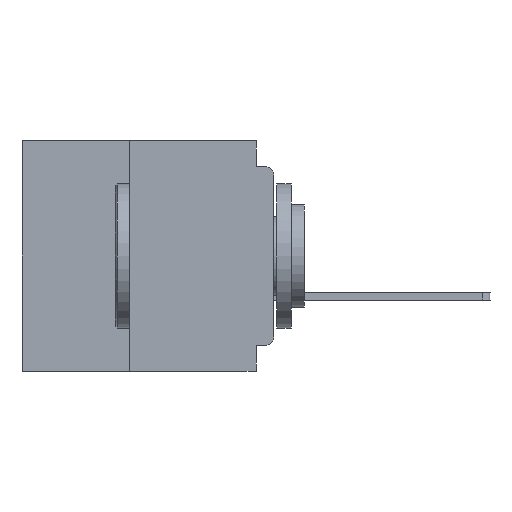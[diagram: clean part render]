
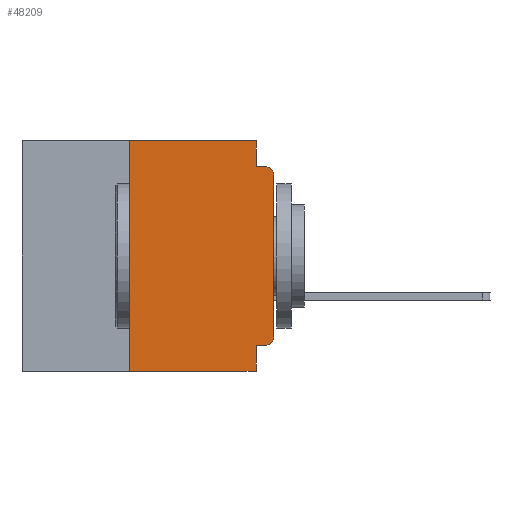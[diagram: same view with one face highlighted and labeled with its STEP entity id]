
A CAD part, left-side view. The second image highlights one B-rep face of the part: STEP entity #48209.
In plain terms, the highlighted planar face has unit normal (-1, 0, 0).
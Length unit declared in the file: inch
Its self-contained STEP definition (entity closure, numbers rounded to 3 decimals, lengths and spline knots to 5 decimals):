
#871 = LINE ( 'NONE', #43653, #57011 ) ;
#972 = CARTESIAN_POINT ( 'NONE',  ( 0., 0.031, -0.355 ) ) ;
#1324 = CARTESIAN_POINT ( 'NONE',  ( 0., 0.015, -0.34 ) ) ;
#2863 = DIRECTION ( 'NONE',  ( 0., 0., 1. ) ) ;
#3143 = CARTESIAN_POINT ( 'NONE',  ( 0., 0.031, -0.4 ) ) ;
#3401 = AXIS2_PLACEMENT_3D ( 'NONE', #1324, #33079, #5909 ) ;
#3419 = CARTESIAN_POINT ( 'NONE',  ( 0., 0.015, -0.06 ) ) ;
#3520 = CARTESIAN_POINT ( 'NONE',  ( 0., 0.25, 0. ) ) ;
#3854 = EDGE_CURVE ( 'NONE', #8970, #20869, #16344, .T. ) ;
#5636 = LINE ( 'NONE', #38492, #28359 ) ;
#5909 = DIRECTION ( 'NONE',  ( 0., 0., -1. ) ) ;
#6524 = VECTOR ( 'NONE', #33263, 39.37008 ) ;
#6690 = VERTEX_POINT ( 'NONE', #20260 ) ;
#7276 = CARTESIAN_POINT ( 'NONE',  ( 0., 0., -0.355 ) ) ;
#8023 = DIRECTION ( 'NONE',  ( 0., 0., -1. ) ) ;
#8473 = VERTEX_POINT ( 'NONE', #33154 ) ;
#8970 = VERTEX_POINT ( 'NONE', #23214 ) ;
#9586 = VERTEX_POINT ( 'NONE', #18967 ) ;
#9811 = EDGE_CURVE ( 'NONE', #17494, #9586, #44728, .T. ) ;
#10292 = VERTEX_POINT ( 'NONE', #972 ) ;
#10339 = ORIENTED_EDGE ( 'NONE', *, *, #10538, .F. ) ;
#10538 = EDGE_CURVE ( 'NONE', #6690, #26008, #871, .T. ) ;
#11030 = DIRECTION ( 'NONE',  ( 0., -1., 0. ) ) ;
#13818 = CARTESIAN_POINT ( 'NONE',  ( 0., 0., 0. ) ) ;
#14079 = DIRECTION ( 'NONE',  ( 0., 0., 1. ) ) ;
#14257 = EDGE_CURVE ( 'NONE', #42347, #17494, #22465, .T. ) ;
#16344 = LINE ( 'NONE', #13818, #49681 ) ;
#16635 = CARTESIAN_POINT ( 'NONE',  ( 0., 0.25, -0.4 ) ) ;
#17494 = VERTEX_POINT ( 'NONE', #3520 ) ;
#18967 = CARTESIAN_POINT ( 'NONE',  ( 0., 0.031, 0. ) ) ;
#19724 = ORIENTED_EDGE ( 'NONE', *, *, #21417, .F. ) ;
#19958 = CARTESIAN_POINT ( 'NONE',  ( 0., 0.437, 0. ) ) ;
#20040 = LINE ( 'NONE', #55922, #6524 ) ;
#20260 = CARTESIAN_POINT ( 'NONE',  ( 0., 0.031, -0.045 ) ) ;
#20522 = EDGE_CURVE ( 'NONE', #42347, #40463, #5636, .T. ) ;
#20869 = VERTEX_POINT ( 'NONE', #54741 ) ;
#21025 = EDGE_CURVE ( 'NONE', #10292, #40463, #24031, .T. ) ;
#21060 = DIRECTION ( 'NONE',  ( 0., -1., 0. ) ) ;
#21417 = EDGE_CURVE ( 'NONE', #8473, #10292, #46718, .T. ) ;
#22465 = LINE ( 'NONE', #16635, #45175 ) ;
#23214 = CARTESIAN_POINT ( 'NONE',  ( 0., 0., -0.34 ) ) ;
#24031 = LINE ( 'NONE', #54153, #36088 ) ;
#26008 = VERTEX_POINT ( 'NONE', #29080 ) ;
#27303 = FACE_OUTER_BOUND ( 'NONE', #41050, .T. ) ;
#28359 = VECTOR ( 'NONE', #43260, 39.37008 ) ;
#28780 = DIRECTION ( 'NONE',  ( 0., 0., -1. ) ) ;
#29080 = CARTESIAN_POINT ( 'NONE',  ( 0., 0.015, -0.045 ) ) ;
#30853 = ORIENTED_EDGE ( 'NONE', *, *, #14257, .F. ) ;
#32635 = VECTOR ( 'NONE', #11030, 39.37008 ) ;
#32891 = EDGE_CURVE ( 'NONE', #20869, #26008, #54467, .T. ) ;
#33079 = DIRECTION ( 'NONE',  ( -1., 0., 0. ) ) ;
#33154 = CARTESIAN_POINT ( 'NONE',  ( 0., 0.015, -0.355 ) ) ;
#33263 = DIRECTION ( 'NONE',  ( 0., 0., -1. ) ) ;
#34595 = VECTOR ( 'NONE', #57254, 39.37008 ) ;
#35165 = DIRECTION ( 'NONE',  ( -1., 0., 0. ) ) ;
#36088 = VECTOR ( 'NONE', #40437, 39.37008 ) ;
#38492 = CARTESIAN_POINT ( 'NONE',  ( 0., 0.437, -0.4 ) ) ;
#40437 = DIRECTION ( 'NONE',  ( 0., 0., -1. ) ) ;
#40463 = VERTEX_POINT ( 'NONE', #3143 ) ;
#41050 = EDGE_LOOP ( 'NONE', ( #49267, #56963, #10339, #58568, #47087, #30853, #56273, #47709, #19724, #47813 ) ) ;
#42184 = EDGE_CURVE ( 'NONE', #9586, #6690, #20040, .T. ) ;
#42240 = PLANE ( 'NONE',  #57474 ) ;
#42347 = VERTEX_POINT ( 'NONE', #48001 ) ;
#43260 = DIRECTION ( 'NONE',  ( 0., -1., 0. ) ) ;
#43653 = CARTESIAN_POINT ( 'NONE',  ( 0., 0., -0.045 ) ) ;
#44728 = LINE ( 'NONE', #19958, #32635 ) ;
#45175 = VECTOR ( 'NONE', #2863, 39.37008 ) ;
#46026 = CIRCLE ( 'NONE', #3401, 0.015 ) ;
#46113 = EDGE_CURVE ( 'NONE', #8473, #8970, #46026, .T. ) ;
#46656 = CARTESIAN_POINT ( 'NONE',  ( 0., 0.437, 0. ) ) ;
#46718 = LINE ( 'NONE', #7276, #34595 ) ;
#47087 = ORIENTED_EDGE ( 'NONE', *, *, #9811, .F. ) ;
#47709 = ORIENTED_EDGE ( 'NONE', *, *, #21025, .F. ) ;
#47813 = ORIENTED_EDGE ( 'NONE', *, *, #46113, .T. ) ;
#48001 = CARTESIAN_POINT ( 'NONE',  ( 0., 0.25, -0.4 ) ) ;
#48209 = ADVANCED_FACE ( 'NONE', ( #27303 ), #42240, .F. ) ;
#49267 = ORIENTED_EDGE ( 'NONE', *, *, #3854, .T. ) ;
#49681 = VECTOR ( 'NONE', #14079, 39.37008 ) ;
#51954 = AXIS2_PLACEMENT_3D ( 'NONE', #3419, #35165, #8023 ) ;
#54153 = CARTESIAN_POINT ( 'NONE',  ( 0., 0.031, -0.4 ) ) ;
#54467 = CIRCLE ( 'NONE', #51954, 0.015 ) ;
#54741 = CARTESIAN_POINT ( 'NONE',  ( 0., 0., -0.06 ) ) ;
#55922 = CARTESIAN_POINT ( 'NONE',  ( 0., 0.031, 0. ) ) ;
#55967 = DIRECTION ( 'NONE',  ( 1., 0., 0. ) ) ;
#56273 = ORIENTED_EDGE ( 'NONE', *, *, #20522, .T. ) ;
#56963 = ORIENTED_EDGE ( 'NONE', *, *, #32891, .T. ) ;
#57011 = VECTOR ( 'NONE', #21060, 39.37008 ) ;
#57254 = DIRECTION ( 'NONE',  ( 0., 1., 0. ) ) ;
#57474 = AXIS2_PLACEMENT_3D ( 'NONE', #46656, #55967, #28780 ) ;
#58568 = ORIENTED_EDGE ( 'NONE', *, *, #42184, .F. ) ;
